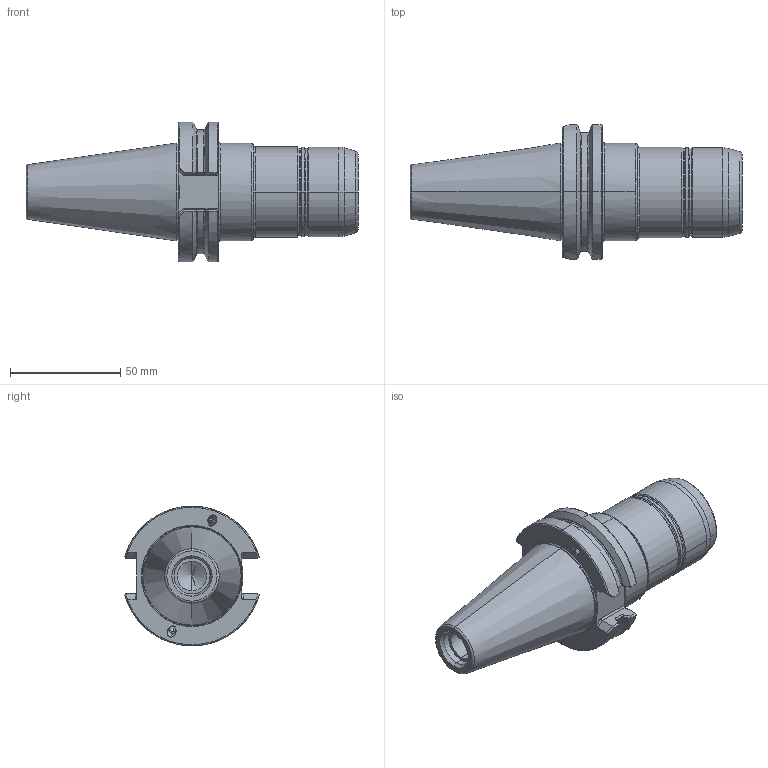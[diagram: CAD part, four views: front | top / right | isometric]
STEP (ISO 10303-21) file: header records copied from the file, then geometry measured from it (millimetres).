
FILE_DESCRIPTION (( 'STEP AP203' ), '1' );
FILE_NAME ('BCV40-MGT12-3.25.STEP', '2013-06-06T14:56:16', ( '' ), ( '' ), 'SwSTEP 2.0', 'SolidWorks 2013', '' );
FILE_SCHEMA (( 'CONFIG_CONTROL_DESIGN' ));
Length unit declared in the file: millimetre
Products named in the file (1): BCV40-MGT12-3.25
Bounding box: 150.8 x 61.04 x 63.5 mm (x, y, z)
Volume: 176926.7 mm3; surface area: 30704.8 mm2
Topology: 1 solids, 1 shells, 177 faces, 433 edges, 259 vertices
Faces by surface type: cylinder 53, cone 39, plane 38, torus 25, bspline 22
Entity records: 6239 total; most frequent: CARTESIAN_POINT 2299, ORIENTED_EDGE 858, DIRECTION 741, EDGE_CURVE 429, AXIS2_PLACEMENT_3D 298, VERTEX_POINT 259, EDGE_LOOP 186, FACE_OUTER_BOUND 177
